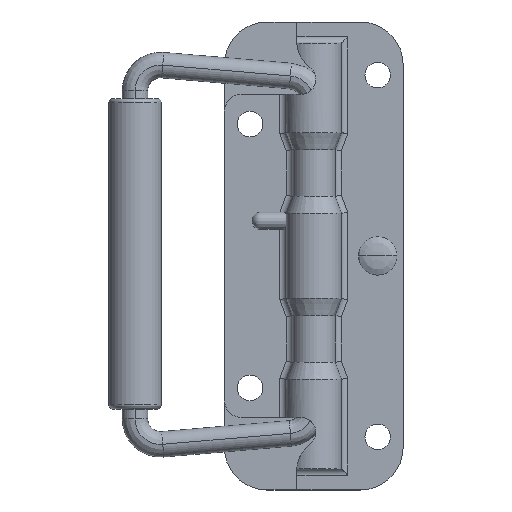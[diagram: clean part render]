
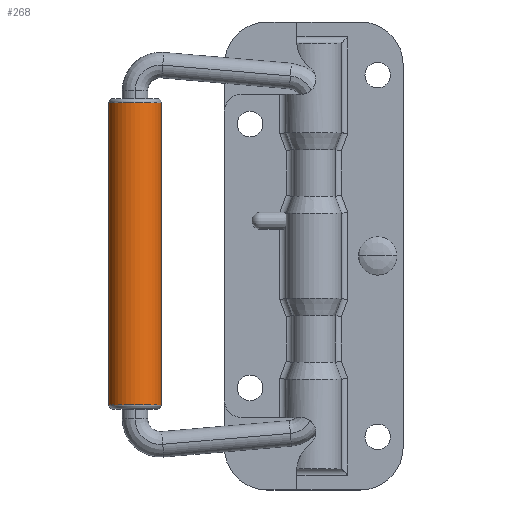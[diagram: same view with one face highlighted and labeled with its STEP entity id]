
A CAD part, top view. The second image highlights one B-rep face of the part: STEP entity #268.
In plain terms, the highlighted cylindrical face has radius 6.15 mm (diameter 12.3 mm), a partial arc.
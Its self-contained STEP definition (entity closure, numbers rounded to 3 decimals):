
#268=ADVANCED_FACE('',(#482),#3308,.T.);
#482=FACE_OUTER_BOUND('',#698,.T.);
#698=EDGE_LOOP('',(#951,#952,#953,#954));
#951=ORIENTED_EDGE('',*,*,#1942,.T.);
#952=ORIENTED_EDGE('',*,*,#1932,.T.);
#953=ORIENTED_EDGE('',*,*,#1943,.F.);
#954=ORIENTED_EDGE('',*,*,#1941,.F.);
#1932=EDGE_CURVE('',#2903,#2904,#2435,.T.);
#1941=EDGE_CURVE('',#2909,#2910,#2437,.T.);
#1942=EDGE_CURVE('',#2909,#2903,#2553,.T.);
#1943=EDGE_CURVE('',#2910,#2904,#2554,.T.);
#2435=(
BOUNDED_CURVE()
B_SPLINE_CURVE(1,(#4486,#4487),.UNSPECIFIED.,.F.,.F.)
B_SPLINE_CURVE_WITH_KNOTS((2,2),(1.,72.),.UNSPECIFIED.)
CURVE()
GEOMETRIC_REPRESENTATION_ITEM()
RATIONAL_B_SPLINE_CURVE((1.,1.))
REPRESENTATION_ITEM('')
);
#2437=(
BOUNDED_CURVE()
B_SPLINE_CURVE(1,(#4513,#4514),.UNSPECIFIED.,.F.,.F.)
B_SPLINE_CURVE_WITH_KNOTS((2,2),(1.,72.),.UNSPECIFIED.)
CURVE()
GEOMETRIC_REPRESENTATION_ITEM()
RATIONAL_B_SPLINE_CURVE((1.,1.))
REPRESENTATION_ITEM('')
);
#2553=TRIMMED_CURVE($,#2732,(#4516),(#4517),.T.,.CARTESIAN.);
#2554=TRIMMED_CURVE($,#2733,(#4519),(#4520),.T.,.CARTESIAN.);
#2732=CIRCLE('',#3519,6.15);
#2733=CIRCLE('',#3520,6.15);
#2903=VERTEX_POINT('',#4471);
#2904=VERTEX_POINT('',#4472);
#2909=VERTEX_POINT('',#4477);
#2910=VERTEX_POINT('',#4478);
#3308=CYLINDRICAL_SURFACE('',#3509,6.15);
#3509=AXIS2_PLACEMENT_3D('',#4439,#3869,$);
#3519=AXIS2_PLACEMENT_3D($,#4515,#3887,#3888);
#3520=AXIS2_PLACEMENT_3D($,#4518,#3889,#3890);
#3869=DIRECTION('',(0.,-1.,0.));
#3887=DIRECTION('',(0.,-1.,0.));
#3888=DIRECTION('',(1.,0.,0.));
#3889=DIRECTION('',(0.,-1.,0.));
#3890=DIRECTION('',(1.,0.,0.));
#4439=CARTESIAN_POINT('',(86.032,29.498,1.606));
#4471=CARTESIAN_POINT('',(79.882,64.998,1.606));
#4472=CARTESIAN_POINT('',(79.882,-6.002,1.606));
#4477=CARTESIAN_POINT('',(92.182,64.998,1.606));
#4478=CARTESIAN_POINT('',(92.182,-6.002,1.606));
#4486=CARTESIAN_POINT('',(79.882,64.998,1.606));
#4487=CARTESIAN_POINT('',(79.882,-6.002,1.606));
#4513=CARTESIAN_POINT('',(92.182,64.998,1.606));
#4514=CARTESIAN_POINT('',(92.182,-6.002,1.606));
#4515=CARTESIAN_POINT('',(86.032,64.998,1.606));
#4516=CARTESIAN_POINT('',(92.182,64.998,1.606));
#4517=CARTESIAN_POINT('',(79.882,64.998,1.606));
#4518=CARTESIAN_POINT('',(86.032,-6.002,1.606));
#4519=CARTESIAN_POINT('',(92.182,-6.002,1.606));
#4520=CARTESIAN_POINT('',(79.882,-6.002,1.606));
